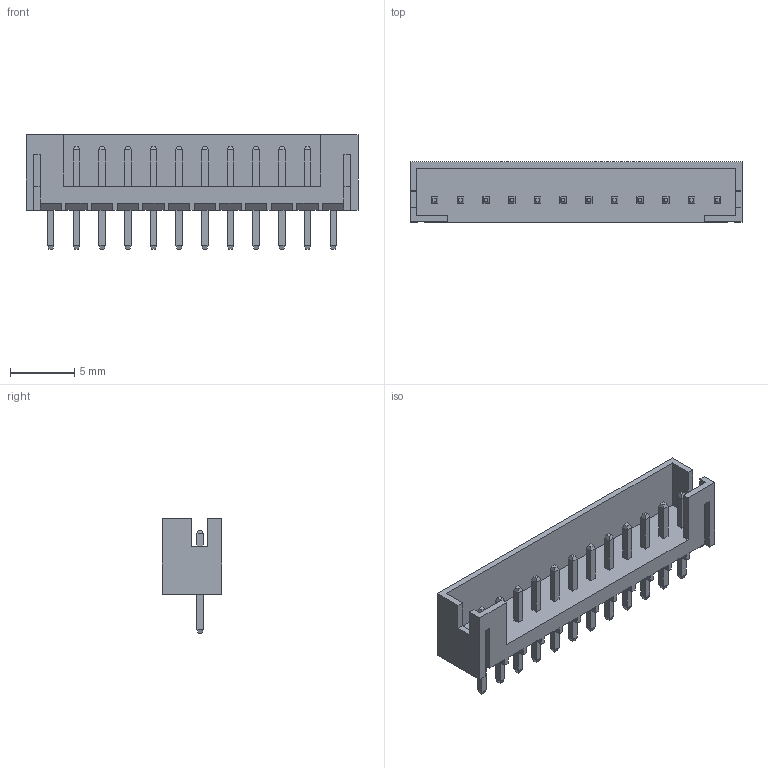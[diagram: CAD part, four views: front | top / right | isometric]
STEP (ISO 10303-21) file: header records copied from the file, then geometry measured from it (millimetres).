
FILE_DESCRIPTION(/* description */ ('Unknown'),/* implementation_level */ '2;1');
FILE_NAME(/* name */ 'JST - PH - Thru - 12Pin - 2.00mm',/* time_stamp */ '2018-10-25T17:28:48-04:00',/* author */ ('Unknown'),/* organization */ ('Unknown'),/* preprocessor_version */ 'ST-DEVELOPER v16.7',/* originating_system */ 'DEX',/* authorisation */ $);
FILE_SCHEMA (('TECHNICAL_DATA_PACKAGING','AUTOMOTIVE_DESIGN {1 0 10303 214 3 1 1}'));
Length unit declared in the file: millimetre
Products named in the file (1): JST - PH - Thru - 12Pin - 2.00mm
Bounding box: 25.86 x 4.67 x 8.94 mm (x, y, z)
Volume: 292.7 mm3; surface area: 820.3 mm2
Topology: 1 solids, 21 shells, 502 faces, 1206 edges, 754 vertices
Faces by surface type: plane 463, bspline 39
Entity records: 18771 total; most frequent: CARTESIAN_POINT 4294, ORIENTED_EDGE 2404, DIRECTION 1866, EDGE_CURVE 1202, LINE 938, VECTOR 938, VERTEX_POINT 754, EDGE_LOOP 530
